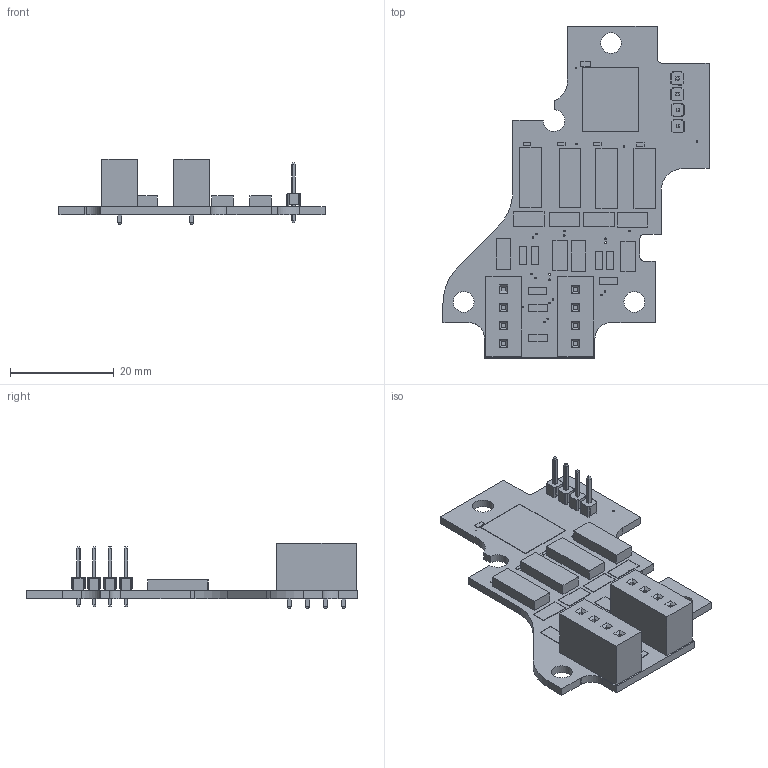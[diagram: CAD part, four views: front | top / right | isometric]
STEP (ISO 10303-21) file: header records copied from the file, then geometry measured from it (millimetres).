
FILE_DESCRIPTION(/* description */ (''),/* implementation_level */ '2;1');
FILE_NAME(/* name */ 'd019be5c-2bee-4660-ac43-7a61602cd0bc.zip.stp',/* time_stamp */ '2023-05-19T12:59:51Z',/* author */ (''),/* organization */ (''),/* preprocessor_version */ 'ST-DEVELOPER v19.2',/* originating_system */ 'Autodesk Translation Framework v12.6.0.85',/* authorisation */ '');
FILE_SCHEMA (('AUTOMOTIVE_DESIGN { 1 0 10303 214 3 1 1 }'));
Length unit declared in the file: millimetre
Products named in the file (11): IOexpanderModule; Board; Packages; CAPC1005X55N; 1X01; HDRVR4W80P350_1X4_1540X690X920B; ERJ2RKD1004X; ERJP06D_1000V; SOIC127P1030X265-16N; DO-214AC; DIL4-SMD
Assembly tree (34 placements, depth 3):
  IOexpanderModule
    Board
    Packages
      CAPC1005X55N
      1X01  x4
      HDRVR4W80P350_1X4_1540X690X920B  x2
      ERJ2RKD1004X  x4
      ERJP06D_1000V  x8
      SOIC127P1030X265-16N
      DO-214AC  x8
      DIL4-SMD  x4
Bounding box: 51.3 x 64 x 12.7 mm (x, y, z)
Volume: 5412.5 mm3; surface area: 7322.1 mm2
Topology: 41 solids, 41 shells, 822 faces, 1948 edges, 1192 vertices
Faces by surface type: plane 515, cylinder 243, bspline 32, sphere 32
Full cylindrical faces by diameter (mm): 0.3 x25, 1.016 x4, 1.331 x8, 4 x3
Entity records: 9734 total; most frequent: CARTESIAN_POINT 1660, DIRECTION 1630, ORIENTED_EDGE 1496, EDGE_CURVE 748, AXIS2_PLACEMENT_3D 546, LINE 538, VECTOR 538, VERTEX_POINT 472
